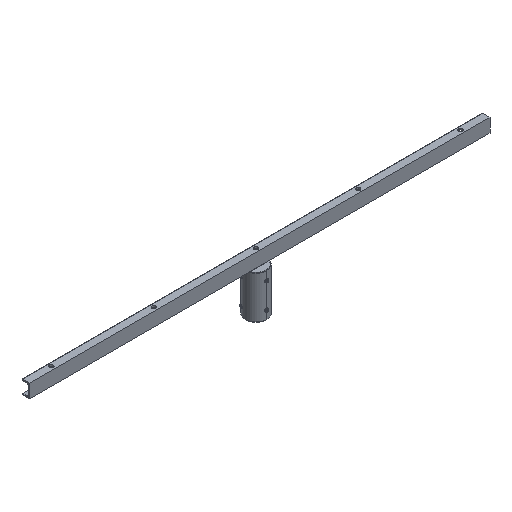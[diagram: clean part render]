
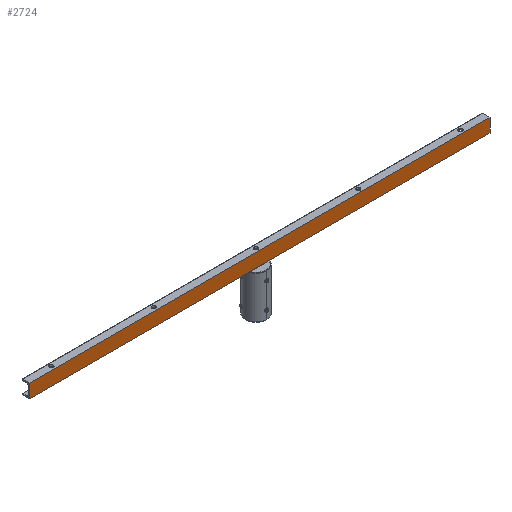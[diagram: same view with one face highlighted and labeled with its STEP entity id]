
A CAD part, isometric view. The second image highlights one B-rep face of the part: STEP entity #2724.
In plain terms, the highlighted face is planar.
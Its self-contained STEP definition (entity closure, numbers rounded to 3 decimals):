
#10 = VERTEX_POINT ( 'NONE', #2342 ) ;
#195 = VECTOR ( 'NONE', #4803, 1000. ) ;
#498 = ORIENTED_EDGE ( 'NONE', *, *, #857, .T. ) ;
#632 = VECTOR ( 'NONE', #3675, 1000. ) ;
#857 = EDGE_CURVE ( 'NONE', #1472, #10, #935, .T. ) ;
#935 = LINE ( 'NONE', #3937, #2664 ) ;
#1003 = CARTESIAN_POINT ( 'NONE',  ( 0., 80., 1350. ) ) ;
#1126 = ORIENTED_EDGE ( 'NONE', *, *, #4002, .F. ) ;
#1155 = LINE ( 'NONE', #1773, #4259 ) ;
#1472 = VERTEX_POINT ( 'NONE', #3896 ) ;
#1585 = AXIS2_PLACEMENT_3D ( 'NONE', #4622, #4255, #2004 ) ;
#1635 = FACE_OUTER_BOUND ( 'NONE', #2026, .T. ) ;
#1708 = VERTEX_POINT ( 'NONE', #1003 ) ;
#1753 = CARTESIAN_POINT ( 'NONE',  ( 0., 80., 1350. ) ) ;
#1773 = CARTESIAN_POINT ( 'NONE',  ( 0., 80., 1350. ) ) ;
#2004 = DIRECTION ( 'NONE',  ( 0., 1., 0. ) ) ;
#2026 = EDGE_LOOP ( 'NONE', ( #498, #1126, #4463, #2852 ) ) ;
#2035 = DIRECTION ( 'NONE',  ( 0., -1., 0. ) ) ;
#2179 = LINE ( 'NONE', #1753, #195 ) ;
#2255 = DIRECTION ( 'NONE',  ( 0., 0., -1. ) ) ;
#2325 = EDGE_CURVE ( 'NONE', #1708, #2726, #2179, .T. ) ;
#2342 = CARTESIAN_POINT ( 'NONE',  ( 0., 0., -1350. ) ) ;
#2584 = EDGE_CURVE ( 'NONE', #1708, #1472, #1155, .T. ) ;
#2664 = VECTOR ( 'NONE', #2035, 1000. ) ;
#2724 = ADVANCED_FACE ( 'NONE', ( #1635 ), #4672, .F. ) ;
#2726 = VERTEX_POINT ( 'NONE', #4229 ) ;
#2852 = ORIENTED_EDGE ( 'NONE', *, *, #2584, .T. ) ;
#3319 = CARTESIAN_POINT ( 'NONE',  ( 0., 0., 1350. ) ) ;
#3675 = DIRECTION ( 'NONE',  ( 0., 0., -1. ) ) ;
#3896 = CARTESIAN_POINT ( 'NONE',  ( 0., 80., -1350. ) ) ;
#3937 = CARTESIAN_POINT ( 'NONE',  ( 0., 80., -1350. ) ) ;
#4002 = EDGE_CURVE ( 'NONE', #2726, #10, #4355, .T. ) ;
#4229 = CARTESIAN_POINT ( 'NONE',  ( 0., 0., 1350. ) ) ;
#4255 = DIRECTION ( 'NONE',  ( 1., 0., 0. ) ) ;
#4259 = VECTOR ( 'NONE', #2255, 1000. ) ;
#4355 = LINE ( 'NONE', #3319, #632 ) ;
#4463 = ORIENTED_EDGE ( 'NONE', *, *, #2325, .F. ) ;
#4622 = CARTESIAN_POINT ( 'NONE',  ( 0., 80., 1350. ) ) ;
#4672 = PLANE ( 'NONE',  #1585 ) ;
#4803 = DIRECTION ( 'NONE',  ( 0., -1., 0. ) ) ;
